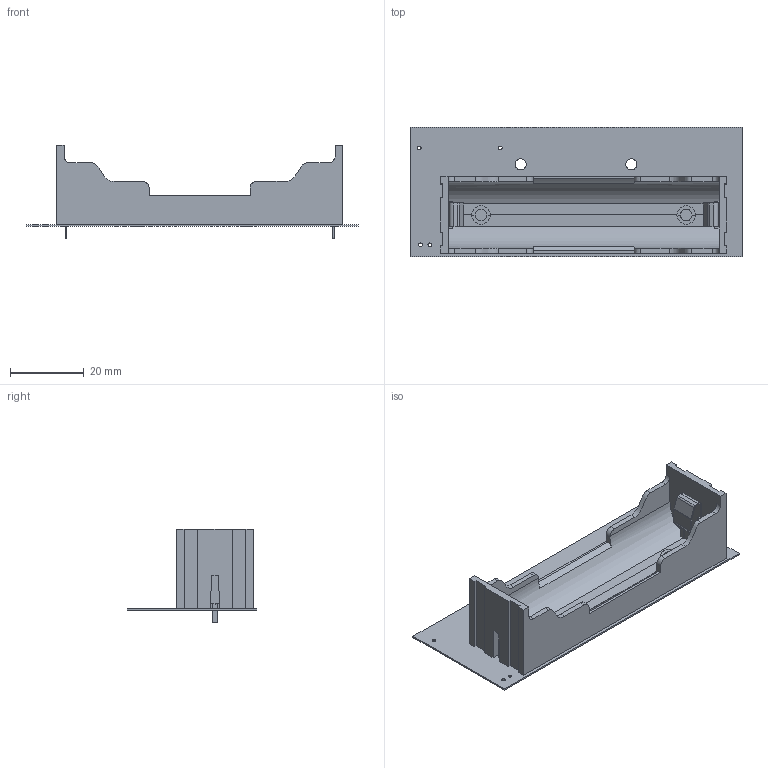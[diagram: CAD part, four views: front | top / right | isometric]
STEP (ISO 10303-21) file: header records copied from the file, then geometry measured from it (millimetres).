
FILE_DESCRIPTION(/* description */ (''),/* implementation_level */ '2;1');
FILE_NAME(/* name */ 'BATTERY_ASSEMBLY.stp',/* time_stamp */ '2024-11-08T20:54:21-06:00',/* author */ ('jrcer'),/* organization */ (''),/* preprocessor_version */ 'ST-DEVELOPER v20',/* originating_system */ 'Autodesk Inventor 2024',/* authorisation */ '');
FILE_SCHEMA (('AUTOMOTIVE_DESIGN { 1 0 10303 214 3 1 1 }'));
Length unit declared in the file: millimetre
Products named in the file (2): EnsambleBateria; BatteryBoard
Assembly tree (1 placements, depth 2):
  EnsambleBateria
    BatteryBoard
Bounding box: 90 x 35 x 25.48 mm (x, y, z)
Volume: 9492.3 mm3; surface area: 15535.3 mm2
Topology: 5 solids, 5 shells, 238 faces, 620 edges, 392 vertices
Faces by surface type: plane 176, cylinder 58, bspline 4
Full cylindrical faces by diameter (mm): 1 x4, 1.8 x2, 3 x2
Entity records: 7326 total; most frequent: CARTESIAN_POINT 1305, ORIENTED_EDGE 1240, DIRECTION 1212, EDGE_CURVE 620, LINE 486, VECTOR 486, VERTEX_POINT 392, AXIS2_PLACEMENT_3D 363
